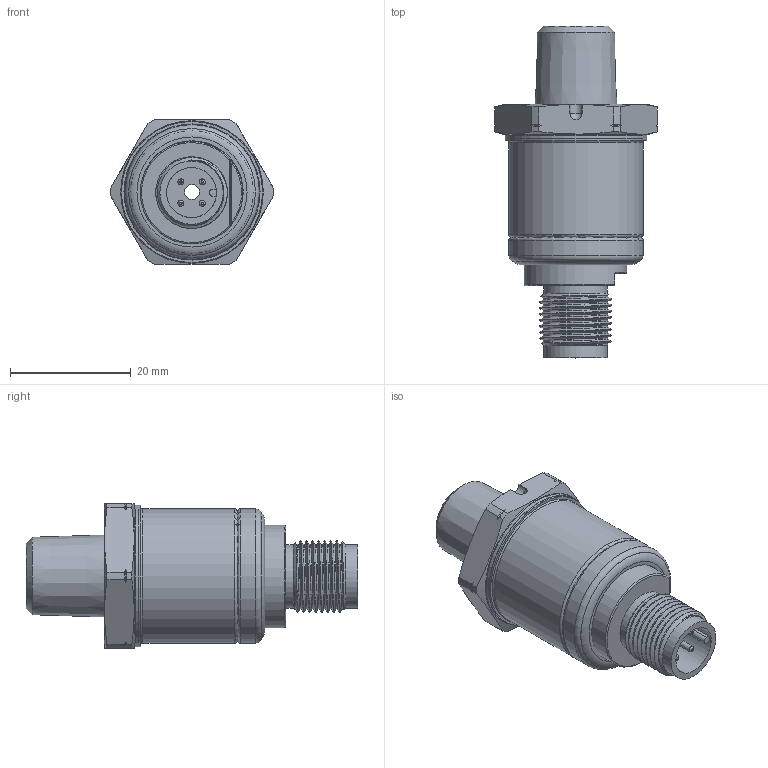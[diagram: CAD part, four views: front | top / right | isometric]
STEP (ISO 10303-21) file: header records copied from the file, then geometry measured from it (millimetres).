
FILE_DESCRIPTION(/* description */ ('Unknown'),/* implementation_level */ '2;1');
FILE_NAME(/* name */ 'PP20S-xxxxxxxx1421xxx3',/* time_stamp */ '2022-05-30T11:22:02+02:00',/* author */ ('Unknown'),/* organization */ ('Baumer'),/* preprocessor_version */ 'ST-DEVELOPER v16.7',/* originating_system */ 'Solid Edge',/* authorisation */ 'Unknown');
FILE_SCHEMA (('AUTOMOTIVE_DESIGN {1 0 10303 214 3 1 1}'));
Length unit declared in the file: millimetre
Products named in the file (1): PP20S-xxxxxxxx1421xxx3
Bounding box: 27 x 55 x 24 mm (x, y, z)
Surface area: 4693.5 mm2 (no closed solid volume)
Topology: 0 solids, 8 shells, 101 faces, 313 edges, 221 vertices
Faces by surface type: cylinder 34, cone 24, plane 23, torus 13, bspline 4, sphere 3
Full cylindrical faces by diameter (mm): 1 x4, 2.5 x1, 8.3 x1, 10.5 x2, 16.989 x1, 21 x1, 22.24 x2, 23.4 x1, 23.5 x1
Entity records: 5323 total; most frequent: CARTESIAN_POINT 2787, ORIENTED_EDGE 523, DIRECTION 492, EDGE_CURVE 269, AXIS2_PLACEMENT_3D 225, VERTEX_POINT 211, EDGE_LOOP 138, FACE_BOUND 138
